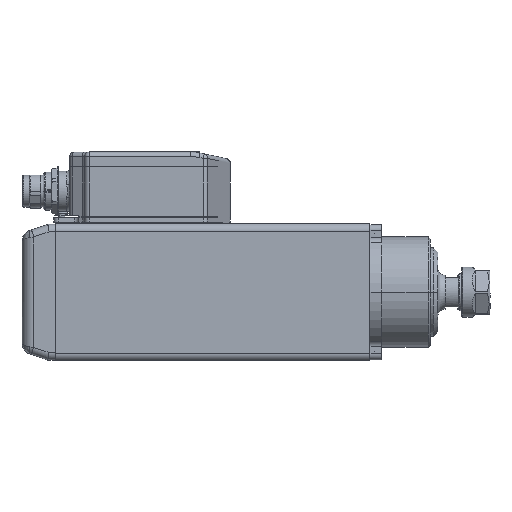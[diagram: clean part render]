
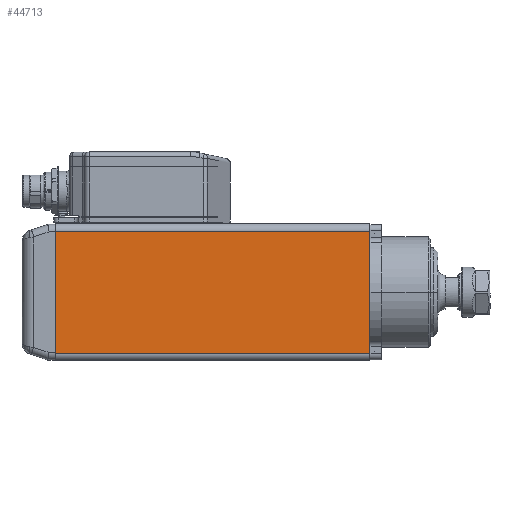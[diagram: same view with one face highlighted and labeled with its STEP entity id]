
A CAD part, left-side view. The second image highlights one B-rep face of the part: STEP entity #44713.
In plain terms, the highlighted planar face has unit normal (-1, 0, 0).
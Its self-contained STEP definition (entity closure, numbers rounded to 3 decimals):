
#3616 = CARTESIAN_POINT ( 'NONE',  ( -41., 213.5, -41.5 ) ) ;
#3952 = ORIENTED_EDGE ( 'NONE', *, *, #21771, .T. ) ;
#6207 = CARTESIAN_POINT ( 'NONE',  ( -41., 213.5, -41.5 ) ) ;
#7030 = DIRECTION ( 'NONE',  ( -1., 0., 0. ) ) ;
#7438 = CARTESIAN_POINT ( 'NONE',  ( -41., 213.5, -13.833 ) ) ;
#9424 = B_SPLINE_CURVE_WITH_KNOTS ( 'NONE', 3,
 ( #51933, #52464, #35350, #11197 ),
 .UNSPECIFIED., .F., .F.,
 ( 4, 4 ),
 ( 0., 1. ),
 .UNSPECIFIED. ) ;
#10247 = AXIS2_PLACEMENT_3D ( 'NONE', #15417, #7030, #23544 ) ;
#10329 = CARTESIAN_POINT ( 'NONE',  ( -41., 71.167, 41.5 ) ) ;
#11197 = CARTESIAN_POINT ( 'NONE',  ( -41., 0., -41.5 ) ) ;
#13606 = VERTEX_POINT ( 'NONE', #13868 ) ;
#13868 = CARTESIAN_POINT ( 'NONE',  ( -41., 213.5, -41.5 ) ) ;
#14077 = CARTESIAN_POINT ( 'NONE',  ( -41., 0., -41.5 ) ) ;
#14479 = CARTESIAN_POINT ( 'NONE',  ( -41., 0., 41.5 ) ) ;
#14504 = EDGE_LOOP ( 'NONE', ( #30068, #25676, #45280, #3952 ) ) ;
#15417 = CARTESIAN_POINT ( 'NONE',  ( -41., 3000., 46.5 ) ) ;
#16085 = CARTESIAN_POINT ( 'NONE',  ( -41., 213.5, 41.5 ) ) ;
#18609 = VERTEX_POINT ( 'NONE', #25670 ) ;
#19154 = B_SPLINE_CURVE_WITH_KNOTS ( 'NONE', 3,
 ( #14479, #10329, #22265, #46971 ),
 .UNSPECIFIED., .F., .F.,
 ( 4, 4 ),
 ( 0., 1. ),
 .UNSPECIFIED. ) ;
#20428 = CARTESIAN_POINT ( 'NONE',  ( -41., 213.5, 13.833 ) ) ;
#21771 = EDGE_CURVE ( 'NONE', #35401, #13606, #24653, .T. ) ;
#22265 = CARTESIAN_POINT ( 'NONE',  ( -41., 142.333, 41.5 ) ) ;
#23544 = DIRECTION ( 'NONE',  ( 0., 0., 1. ) ) ;
#24653 = B_SPLINE_CURVE_WITH_KNOTS ( 'NONE', 3,
 ( #16085, #20428, #7438, #3616 ),
 .UNSPECIFIED., .F., .F.,
 ( 4, 4 ),
 ( 0., 1. ),
 .UNSPECIFIED. ) ;
#24679 = VERTEX_POINT ( 'NONE', #30399 ) ;
#25670 = CARTESIAN_POINT ( 'NONE',  ( -41., 0., -41.5 ) ) ;
#25676 = ORIENTED_EDGE ( 'NONE', *, *, #51828, .F. ) ;
#27341 = PLANE ( 'NONE',  #10247 ) ;
#29384 = B_SPLINE_CURVE_WITH_KNOTS ( 'NONE', 3,
 ( #14077, #42847, #30605, #6207 ),
 .UNSPECIFIED., .F., .F.,
 ( 4, 4 ),
 ( 0., 1. ),
 .UNSPECIFIED. ) ;
#30068 = ORIENTED_EDGE ( 'NONE', *, *, #37629, .F. ) ;
#30399 = CARTESIAN_POINT ( 'NONE',  ( -41., 0., 41.5 ) ) ;
#30605 = CARTESIAN_POINT ( 'NONE',  ( -41., 142.333, -41.5 ) ) ;
#35350 = CARTESIAN_POINT ( 'NONE',  ( -41., 0., -13.833 ) ) ;
#35401 = VERTEX_POINT ( 'NONE', #37553 ) ;
#35511 = FACE_OUTER_BOUND ( 'NONE', #14504, .T. ) ;
#36366 = EDGE_CURVE ( 'NONE', #24679, #35401, #19154, .T. ) ;
#37553 = CARTESIAN_POINT ( 'NONE',  ( -41., 213.5, 41.5 ) ) ;
#37629 = EDGE_CURVE ( 'NONE', #18609, #13606, #29384, .T. ) ;
#42847 = CARTESIAN_POINT ( 'NONE',  ( -41., 71.167, -41.5 ) ) ;
#44713 = ADVANCED_FACE ( 'NONE', ( #35511 ), #27341, .T. ) ;
#45280 = ORIENTED_EDGE ( 'NONE', *, *, #36366, .T. ) ;
#46971 = CARTESIAN_POINT ( 'NONE',  ( -41., 213.5, 41.5 ) ) ;
#51828 = EDGE_CURVE ( 'NONE', #24679, #18609, #9424, .T. ) ;
#51933 = CARTESIAN_POINT ( 'NONE',  ( -41., 0., 41.5 ) ) ;
#52464 = CARTESIAN_POINT ( 'NONE',  ( -41., 0., 13.833 ) ) ;
